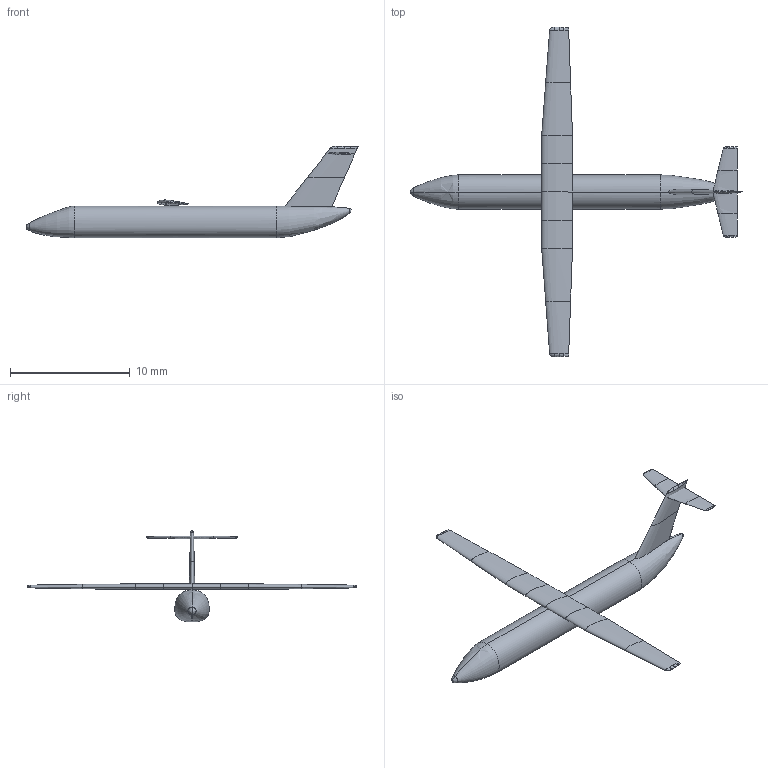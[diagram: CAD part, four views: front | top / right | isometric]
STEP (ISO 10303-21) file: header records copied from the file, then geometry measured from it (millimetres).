
FILE_DESCRIPTION(('Open CASCADE Model'),'2;1');
FILE_NAME('Open CASCADE Shape Model','2018-02-02T19:28:49',('Author'),( 'Open CASCADE'),'Open CASCADE STEP processor 7.0','Open CASCADE 7.0' ,'Unknown');
FILE_SCHEMA(('AUTOMOTIVE_DESIGN { 1 0 10303 214 1 1 1 1 }'));
Length unit declared in the file: millimetre
Products named in the file (4): Open CASCADE STEP translator 7.0 1; Open CASCADE STEP translator 7.0 2; Open CASCADE STEP translator 7.0 3; Open CASCADE STEP translator 7.0 4
Bounding box: 27.73 x 27.54 x 7.66 mm (x, y, z)
Volume: 18.8 mm3; surface area: 402.7 mm2
Topology: 3 solids, 5 shells, 108 faces, 228 edges, 124 vertices
Faces by surface type: bspline 80, plane 28
Entity records: 27266 total; most frequent: CARTESIAN_POINT 23685, ORIENTED_EDGE 428, PCURVE 428, DEFINITIONAL_REPRESENTATION 428, DIRECTION 342, B_SPLINE_CURVE_WITH_KNOTS 330, LINE 284, VECTOR 284
